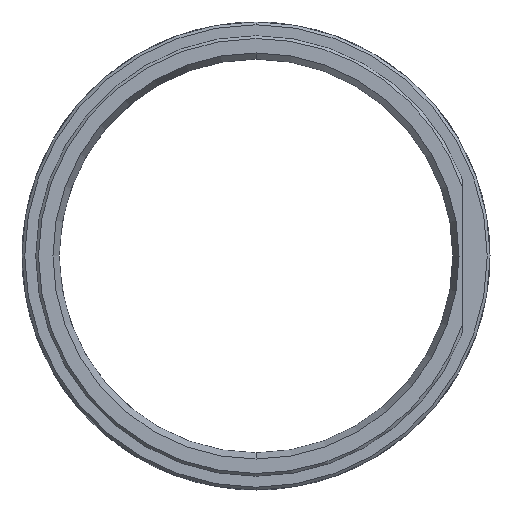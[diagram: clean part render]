
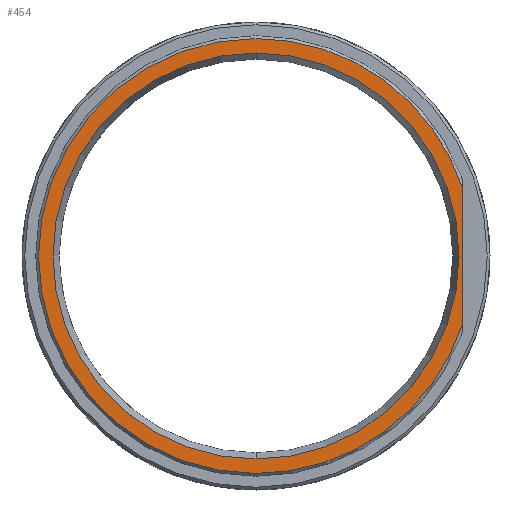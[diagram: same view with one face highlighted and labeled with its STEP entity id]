
A CAD part, front view. The second image highlights one B-rep face of the part: STEP entity #454.
In plain terms, the highlighted planar face has unit normal (0, -1, 0).
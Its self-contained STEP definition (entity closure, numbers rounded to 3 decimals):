
#22 = AXIS2_PLACEMENT_3D ( 'NONE', #843, #515, #288 ) ;
#35 = FACE_OUTER_BOUND ( 'NONE', #290, .T. ) ;
#64 = ORIENTED_EDGE ( 'NONE', *, *, #480, .T. ) ;
#73 = CARTESIAN_POINT ( 'NONE',  ( 0., -1., 15.8 ) ) ;
#93 = AXIS2_PLACEMENT_3D ( 'NONE', #719, #194, #306 ) ;
#102 = DIRECTION ( 'NONE',  ( 0., 0., -1. ) ) ;
#109 = CARTESIAN_POINT ( 'NONE',  ( 0., -1., 14.75 ) ) ;
#123 = EDGE_CURVE ( 'NONE', #587, #590, #176, .T. ) ;
#166 = DIRECTION ( 'NONE',  ( 0., -1., 0. ) ) ;
#176 = CIRCLE ( 'NONE', #248, 14.75 ) ;
#191 = PLANE ( 'NONE',  #22 ) ;
#194 = DIRECTION ( 'NONE',  ( 0., -1., 0. ) ) ;
#232 = LINE ( 'NONE', #658, #384 ) ;
#248 = AXIS2_PLACEMENT_3D ( 'NONE', #652, #465, #997 ) ;
#252 = CIRCLE ( 'NONE', #93, 14.75 ) ;
#269 = EDGE_CURVE ( 'NONE', #411, #646, #520, .T. ) ;
#288 = DIRECTION ( 'NONE',  ( 0., 0., -1. ) ) ;
#290 = EDGE_LOOP ( 'NONE', ( #812, #64, #1014, #1321 ) ) ;
#294 = CARTESIAN_POINT ( 'NONE',  ( 0., -1., -14.75 ) ) ;
#295 = AXIS2_PLACEMENT_3D ( 'NONE', #921, #366, #901 ) ;
#306 = DIRECTION ( 'NONE',  ( 0., 0., -1. ) ) ;
#366 = DIRECTION ( 'NONE',  ( 0., -1., 0. ) ) ;
#384 = VECTOR ( 'NONE', #102, 1000. ) ;
#406 = VERTEX_POINT ( 'NONE', #73 ) ;
#411 = VERTEX_POINT ( 'NONE', #939 ) ;
#443 = DIRECTION ( 'NONE',  ( 0., 0., -1. ) ) ;
#454 = ADVANCED_FACE ( 'NONE', ( #35, #1266 ), #191, .T. ) ;
#465 = DIRECTION ( 'NONE',  ( 0., -1., 0. ) ) ;
#480 = EDGE_CURVE ( 'NONE', #620, #406, #572, .T. ) ;
#515 = DIRECTION ( 'NONE',  ( 0., -1., 0. ) ) ;
#520 = CIRCLE ( 'NONE', #295, 15.8 ) ;
#526 = ORIENTED_EDGE ( 'NONE', *, *, #123, .F. ) ;
#531 = EDGE_CURVE ( 'NONE', #620, #646, #232, .T. ) ;
#557 = CARTESIAN_POINT ( 'NONE',  ( 0., -1., 0. ) ) ;
#572 = CIRCLE ( 'NONE', #698, 15.8 ) ;
#587 = VERTEX_POINT ( 'NONE', #109 ) ;
#590 = VERTEX_POINT ( 'NONE', #294 ) ;
#603 = ORIENTED_EDGE ( 'NONE', *, *, #1229, .F. ) ;
#616 = DIRECTION ( 'NONE',  ( 0., 0., -1. ) ) ;
#620 = VERTEX_POINT ( 'NONE', #1231 ) ;
#646 = VERTEX_POINT ( 'NONE', #1401 ) ;
#652 = CARTESIAN_POINT ( 'NONE',  ( 0., -1., 0. ) ) ;
#658 = CARTESIAN_POINT ( 'NONE',  ( 15., -1., -10.688 ) ) ;
#695 = EDGE_LOOP ( 'NONE', ( #603, #526 ) ) ;
#698 = AXIS2_PLACEMENT_3D ( 'NONE', #726, #166, #616 ) ;
#719 = CARTESIAN_POINT ( 'NONE',  ( 0., -1., 0. ) ) ;
#726 = CARTESIAN_POINT ( 'NONE',  ( 0., -1., 0. ) ) ;
#765 = CIRCLE ( 'NONE', #1402, 15.8 ) ;
#812 = ORIENTED_EDGE ( 'NONE', *, *, #531, .F. ) ;
#843 = CARTESIAN_POINT ( 'NONE',  ( 0., -1., 0. ) ) ;
#901 = DIRECTION ( 'NONE',  ( 0., 0., -1. ) ) ;
#921 = CARTESIAN_POINT ( 'NONE',  ( 0., -1., 0. ) ) ;
#939 = CARTESIAN_POINT ( 'NONE',  ( 0., -1., -15.8 ) ) ;
#997 = DIRECTION ( 'NONE',  ( 0., 0., -1. ) ) ;
#998 = DIRECTION ( 'NONE',  ( 0., -1., 0. ) ) ;
#1014 = ORIENTED_EDGE ( 'NONE', *, *, #1118, .T. ) ;
#1118 = EDGE_CURVE ( 'NONE', #406, #411, #765, .T. ) ;
#1229 = EDGE_CURVE ( 'NONE', #590, #587, #252, .T. ) ;
#1231 = CARTESIAN_POINT ( 'NONE',  ( 15., -1., 4.964 ) ) ;
#1266 = FACE_BOUND ( 'NONE', #695, .T. ) ;
#1321 = ORIENTED_EDGE ( 'NONE', *, *, #269, .T. ) ;
#1401 = CARTESIAN_POINT ( 'NONE',  ( 15., -1., -4.964 ) ) ;
#1402 = AXIS2_PLACEMENT_3D ( 'NONE', #557, #998, #443 ) ;
